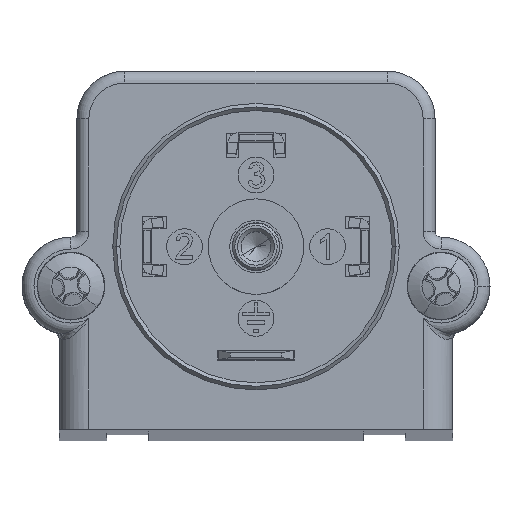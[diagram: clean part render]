
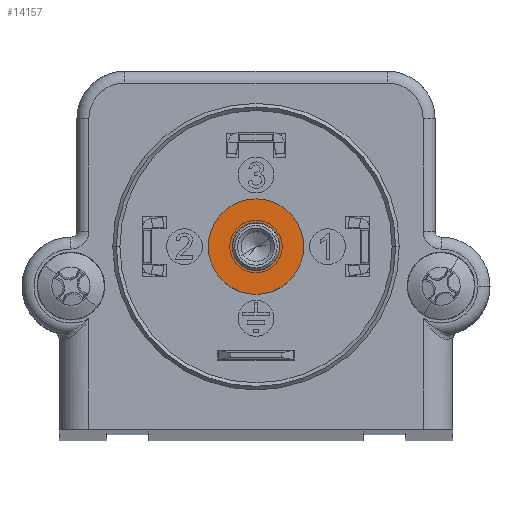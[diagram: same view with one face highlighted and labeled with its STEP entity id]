
A CAD part, top view. The second image highlights one B-rep face of the part: STEP entity #14157.
In plain terms, the highlighted planar face has unit normal (0, 0, 1).
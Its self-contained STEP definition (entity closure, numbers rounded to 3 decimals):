
#567 = VERTEX_POINT ( 'NONE', #12945 ) ;
#3558 = CARTESIAN_POINT ( 'NONE',  ( 0., 15.3, 74.7 ) ) ;
#3637 = ORIENTED_EDGE ( 'NONE', *, *, #8469, .T. ) ;
#3928 = AXIS2_PLACEMENT_3D ( 'NONE', #3558, #8386, #6773 ) ;
#5200 = CIRCLE ( 'NONE', #10009, 2. ) ;
#5612 = EDGE_LOOP ( 'NONE', ( #11027, #10758 ) ) ;
#5613 = DIRECTION ( 'NONE',  ( 0., 0., 1. ) ) ;
#5696 = FACE_BOUND ( 'NONE', #5612, .T. ) ;
#5792 = DIRECTION ( 'NONE',  ( 1., 0., 0. ) ) ;
#5829 = CARTESIAN_POINT ( 'NONE',  ( 2., 15.3, 74.7 ) ) ;
#5875 = DIRECTION ( 'NONE',  ( 0., 0., 1. ) ) ;
#5883 = EDGE_CURVE ( 'NONE', #10614, #6062, #8182, .T. ) ;
#6017 = ORIENTED_EDGE ( 'NONE', *, *, #5883, .T. ) ;
#6062 = VERTEX_POINT ( 'NONE', #10833 ) ;
#6191 = CIRCLE ( 'NONE', #3928, 4. ) ;
#6773 = DIRECTION ( 'NONE',  ( 1., 0., 0. ) ) ;
#7270 = CARTESIAN_POINT ( 'NONE',  ( 0., 15.3, 74.7 ) ) ;
#7374 = AXIS2_PLACEMENT_3D ( 'NONE', #7270, #11493, #17646 ) ;
#8182 = CIRCLE ( 'NONE', #10112, 4. ) ;
#8386 = DIRECTION ( 'NONE',  ( 0., 0., 1. ) ) ;
#8469 = EDGE_CURVE ( 'NONE', #6062, #10614, #6191, .T. ) ;
#8891 = CARTESIAN_POINT ( 'NONE',  ( 0., 15.3, 74.7 ) ) ;
#9566 = EDGE_CURVE ( 'NONE', #567, #18607, #5200, .T. ) ;
#9628 = AXIS2_PLACEMENT_3D ( 'NONE', #16580, #14865, #5792 ) ;
#9915 = EDGE_LOOP ( 'NONE', ( #3637, #6017 ) ) ;
#10009 = AXIS2_PLACEMENT_3D ( 'NONE', #8891, #5875, #18179 ) ;
#10112 = AXIS2_PLACEMENT_3D ( 'NONE', #17606, #5613, #17807 ) ;
#10218 = FACE_OUTER_BOUND ( 'NONE', #9915, .T. ) ;
#10614 = VERTEX_POINT ( 'NONE', #18274 ) ;
#10758 = ORIENTED_EDGE ( 'NONE', *, *, #9566, .F. ) ;
#10833 = CARTESIAN_POINT ( 'NONE',  ( -4., 15.3, 74.7 ) ) ;
#11027 = ORIENTED_EDGE ( 'NONE', *, *, #13163, .F. ) ;
#11213 = CIRCLE ( 'NONE', #7374, 2. ) ;
#11493 = DIRECTION ( 'NONE',  ( 0., 0., 1. ) ) ;
#12042 = PLANE ( 'NONE',  #9628 ) ;
#12945 = CARTESIAN_POINT ( 'NONE',  ( -2., 15.3, 74.7 ) ) ;
#13163 = EDGE_CURVE ( 'NONE', #18607, #567, #11213, .T. ) ;
#14157 = ADVANCED_FACE ( 'NONE', ( #5696, #10218 ), #12042, .T. ) ;
#14865 = DIRECTION ( 'NONE',  ( 0., 0., 1. ) ) ;
#16580 = CARTESIAN_POINT ( 'NONE',  ( 0., 15.3, 74.7 ) ) ;
#17606 = CARTESIAN_POINT ( 'NONE',  ( 0., 15.3, 74.7 ) ) ;
#17646 = DIRECTION ( 'NONE',  ( 1., 0., 0. ) ) ;
#17807 = DIRECTION ( 'NONE',  ( 1., 0., 0. ) ) ;
#18179 = DIRECTION ( 'NONE',  ( 1., 0., 0. ) ) ;
#18274 = CARTESIAN_POINT ( 'NONE',  ( 4., 15.3, 74.7 ) ) ;
#18607 = VERTEX_POINT ( 'NONE', #5829 ) ;
